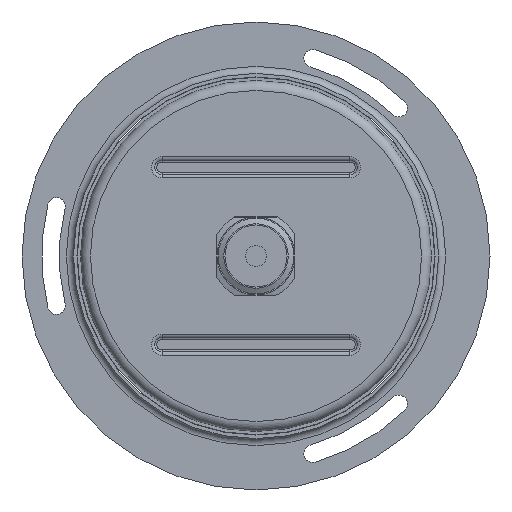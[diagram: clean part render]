
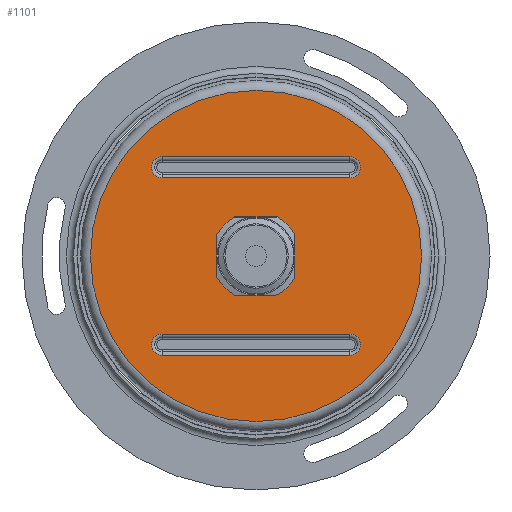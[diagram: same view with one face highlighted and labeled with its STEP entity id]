
A CAD part, front view. The second image highlights one B-rep face of the part: STEP entity #1101.
In plain terms, the highlighted planar face has unit normal (0, -1, 0).
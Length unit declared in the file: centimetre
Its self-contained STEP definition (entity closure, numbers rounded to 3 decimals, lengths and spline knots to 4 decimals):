
#53=LINE('',#1890,#89);
#54=LINE('',#1893,#90);
#55=LINE('',#1896,#91);
#56=LINE('',#1900,#92);
#89=VECTOR('',#1540,5.3);
#90=VECTOR('',#1543,5.3);
#91=VECTOR('',#1544,5.3);
#92=VECTOR('',#1547,5.3);
#114=PLANE('',#1236);
#161=FACE_BOUND('',#318,.T.);
#162=FACE_BOUND('',#319,.T.);
#163=FACE_BOUND('',#320,.T.);
#217=FACE_OUTER_BOUND('',#317,.T.);
#317=EDGE_LOOP('',(#853));
#318=EDGE_LOOP('',(#854,#855,#856,#857));
#319=EDGE_LOOP('',(#858,#859,#860,#861));
#320=EDGE_LOOP('',(#862));
#397=CIRCLE('',#1210,1.05);
#409=CIRCLE('',#1237,4.67);
#410=CIRCLE('',#1238,0.2973);
#411=CIRCLE('',#1239,0.2973);
#412=CIRCLE('',#1240,0.2973);
#413=CIRCLE('',#1241,0.2973);
#498=VERTEX_POINT('',#1842);
#509=VERTEX_POINT('',#1884);
#510=VERTEX_POINT('',#1886);
#511=VERTEX_POINT('',#1887);
#512=VERTEX_POINT('',#1889);
#513=VERTEX_POINT('',#1891);
#514=VERTEX_POINT('',#1894);
#515=VERTEX_POINT('',#1895);
#516=VERTEX_POINT('',#1897);
#517=VERTEX_POINT('',#1899);
#615=EDGE_CURVE('',#498,#498,#397,.T.);
#629=EDGE_CURVE('',#509,#509,#409,.T.);
#630=EDGE_CURVE('',#510,#511,#410,.T.);
#631=EDGE_CURVE('',#512,#510,#53,.T.);
#632=EDGE_CURVE('',#513,#512,#411,.T.);
#633=EDGE_CURVE('',#511,#513,#54,.T.);
#634=EDGE_CURVE('',#514,#515,#55,.T.);
#635=EDGE_CURVE('',#516,#514,#412,.T.);
#636=EDGE_CURVE('',#517,#516,#56,.T.);
#637=EDGE_CURVE('',#515,#517,#413,.T.);
#853=ORIENTED_EDGE('',*,*,#629,.F.);
#854=ORIENTED_EDGE('',*,*,#630,.F.);
#855=ORIENTED_EDGE('',*,*,#631,.F.);
#856=ORIENTED_EDGE('',*,*,#632,.F.);
#857=ORIENTED_EDGE('',*,*,#633,.F.);
#858=ORIENTED_EDGE('',*,*,#634,.F.);
#859=ORIENTED_EDGE('',*,*,#635,.F.);
#860=ORIENTED_EDGE('',*,*,#636,.F.);
#861=ORIENTED_EDGE('',*,*,#637,.F.);
#862=ORIENTED_EDGE('',*,*,#615,.T.);
#1101=ADVANCED_FACE('',(#217,#161,#162,#163),#114,.T.);
#1210=AXIS2_PLACEMENT_3D('',#1843,#1481,#1482);
#1236=AXIS2_PLACEMENT_3D('',#1883,#1534,#1535);
#1237=AXIS2_PLACEMENT_3D('',#1885,#1536,#1537);
#1238=AXIS2_PLACEMENT_3D('',#1888,#1538,#1539);
#1239=AXIS2_PLACEMENT_3D('',#1892,#1541,#1542);
#1240=AXIS2_PLACEMENT_3D('',#1898,#1545,#1546);
#1241=AXIS2_PLACEMENT_3D('',#1901,#1548,#1549);
#1481=DIRECTION('center_axis',(0.,1.,0.));
#1482=DIRECTION('ref_axis',(-1.,0.,0.));
#1534=DIRECTION('center_axis',(0.,-1.,0.));
#1535=DIRECTION('ref_axis',(1.,0.,0.));
#1536=DIRECTION('center_axis',(0.,1.,0.));
#1537=DIRECTION('ref_axis',(0.,0.,
-1.));
#1538=DIRECTION('center_axis',(0.,-1.,0.));
#1539=DIRECTION('ref_axis',(1.,0.,0.));
#1540=DIRECTION('',(1.,0.,0.));
#1541=DIRECTION('center_axis',(0.,-1.,0.));
#1542=DIRECTION('ref_axis',(-1.,0.,0.));
#1543=DIRECTION('',(-1.,0.,0.));
#1544=DIRECTION('',(1.,0.,0.));
#1545=DIRECTION('center_axis',(0.,-1.,0.));
#1546=DIRECTION('ref_axis',(-1.,0.,0.));
#1547=DIRECTION('',(-1.,0.,0.));
#1548=DIRECTION('center_axis',(0.,-1.,0.));
#1549=DIRECTION('ref_axis',(1.,0.,0.));
#1842=CARTESIAN_POINT('',(1.0498,-0.28,0.0002));
#1843=CARTESIAN_POINT('Origin',(-0.0002,-0.28,
0.0002));
#1883=CARTESIAN_POINT('Origin',(-0.0002,-0.28,
2.4752));
#1884=CARTESIAN_POINT('',(-0.0002,-0.28,4.6702));
#1885=CARTESIAN_POINT('Origin',(-0.0002,-0.28,
0.0002));
#1886=CARTESIAN_POINT('',(2.6498,-0.28,2.2028));
#1887=CARTESIAN_POINT('',(2.6498,-0.28,2.7975));
#1888=CARTESIAN_POINT('Origin',(2.6498,-0.28,2.5002));
#1889=CARTESIAN_POINT('',(-2.6502,-0.28,2.2028));
#1890=CARTESIAN_POINT('',(-1.3252,-0.28,2.2028));
#1891=CARTESIAN_POINT('',(-2.6502,-0.28,2.7975));
#1892=CARTESIAN_POINT('Origin',(-2.6502,-0.28,2.5002));
#1893=CARTESIAN_POINT('',(1.3248,-0.28,2.7975));
#1894=CARTESIAN_POINT('',(-2.6502,-0.28,-2.7972));
#1895=CARTESIAN_POINT('',(2.6498,-0.28,-2.7972));
#1896=CARTESIAN_POINT('',(-1.3252,-0.28,-2.7972));
#1897=CARTESIAN_POINT('',(-2.6502,-0.28,-2.2025));
#1898=CARTESIAN_POINT('Origin',(-2.6502,-0.28,-2.4998));
#1899=CARTESIAN_POINT('',(2.6498,-0.28,-2.2025));
#1900=CARTESIAN_POINT('',(1.3248,-0.28,-2.2025));
#1901=CARTESIAN_POINT('Origin',(2.6498,-0.28,-2.4998));
